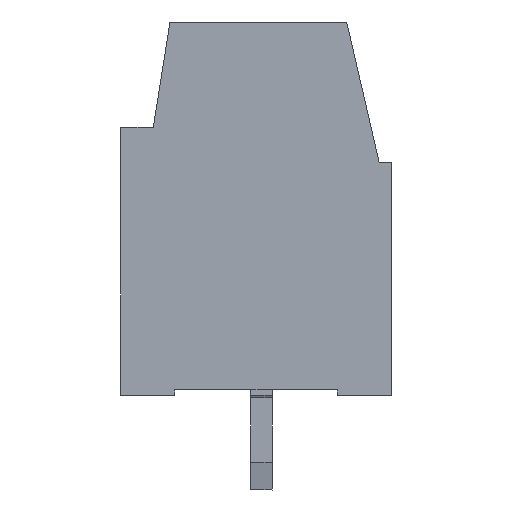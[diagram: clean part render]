
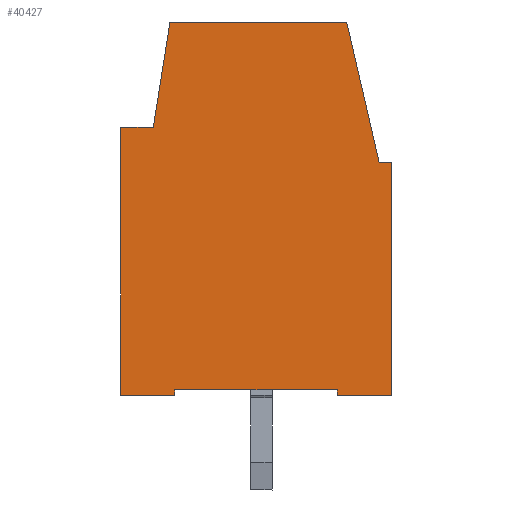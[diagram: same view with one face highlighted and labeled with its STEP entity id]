
A CAD part, left-side view. The second image highlights one B-rep face of the part: STEP entity #40427.
In plain terms, the highlighted planar face has unit normal (-1, 0, 0).
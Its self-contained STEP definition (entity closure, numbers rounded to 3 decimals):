
#40335=AXIS2_PLACEMENT_3D('Plane Axis2P3D',#40332,#40333,#40334) ;
#39943=CARTESIAN_POINT('Vertex',(0.,0.,12.101)) ;
#39946=CARTESIAN_POINT('Line Origine',(0.,0.,7.8)) ;
#39950=CARTESIAN_POINT('Vertex',(0.,0.,3.5)) ;
#40316=CARTESIAN_POINT('Vertex',(0.,0.445,12.1)) ;
#40319=CARTESIAN_POINT('Line Origine',(0.,0.223,12.1)) ;
#40332=CARTESIAN_POINT('Axis2P3D Location',(0.,3.449,14.)) ;
#40337=CARTESIAN_POINT('Line Origine',(0.,1.027,14.623)) ;
#40341=CARTESIAN_POINT('Vertex',(0.,1.609,17.145)) ;
#40344=CARTESIAN_POINT('Line Origine',(0.,1.627,17.223)) ;
#40348=CARTESIAN_POINT('Vertex',(0.,1.645,17.3)) ;
#40351=CARTESIAN_POINT('Line Origine',(0.,4.913,17.3)) ;
#40355=CARTESIAN_POINT('Vertex',(0.,8.181,17.301)) ;
#40358=CARTESIAN_POINT('Line Origine',(0.,8.49,15.351)) ;
#40362=CARTESIAN_POINT('Vertex',(0.,8.799,13.401)) ;
#40365=CARTESIAN_POINT('Line Origine',(0.,9.399,13.401)) ;
#40369=CARTESIAN_POINT('Vertex',(0.,9.999,13.401)) ;
#40372=CARTESIAN_POINT('Line Origine',(0.,10.,8.451)) ;
#40376=CARTESIAN_POINT('Vertex',(0.,10.,3.501)) ;
#40379=CARTESIAN_POINT('Line Origine',(0.,9.,3.501)) ;
#40383=CARTESIAN_POINT('Vertex',(0.,8.,3.501)) ;
#40386=CARTESIAN_POINT('Line Origine',(0.,8.,3.601)) ;
#40390=CARTESIAN_POINT('Vertex',(0.,8.,3.701)) ;
#40393=CARTESIAN_POINT('Line Origine',(0.,5.,3.7)) ;
#40397=CARTESIAN_POINT('Vertex',(0.,2.,3.7)) ;
#40400=CARTESIAN_POINT('Line Origine',(0.,2.,3.6)) ;
#40404=CARTESIAN_POINT('Vertex',(0.,2.,3.5)) ;
#40407=CARTESIAN_POINT('Line Origine',(0.,1.,3.5)) ;
#39947=DIRECTION('Vector Direction',(0.,0.,1.)) ;
#40320=DIRECTION('Vector Direction',(0.,-1.,0.001)) ;
#40333=DIRECTION('Axis2P3D Direction',(1.,0.,0.)) ;
#40334=DIRECTION('Axis2P3D XDirection',(0.,1.,0.)) ;
#40338=DIRECTION('Vector Direction',(0.,0.225,0.974)) ;
#40345=DIRECTION('Vector Direction',(0.,0.225,0.974)) ;
#40352=DIRECTION('Vector Direction',(0.,-1.,0.)) ;
#40359=DIRECTION('Vector Direction',(0.,0.157,-0.988)) ;
#40366=DIRECTION('Vector Direction',(0.,-1.,0.)) ;
#40373=DIRECTION('Vector Direction',(0.,0.,-1.)) ;
#40380=DIRECTION('Vector Direction',(0.,-1.,0.)) ;
#40387=DIRECTION('Vector Direction',(0.,0.,1.)) ;
#40394=DIRECTION('Vector Direction',(0.,-1.,0.)) ;
#40401=DIRECTION('Vector Direction',(0.,0.,-1.)) ;
#40408=DIRECTION('Vector Direction',(0.,-1.,0.)) ;
#39948=VECTOR('Line Direction',#39947,1.) ;
#40321=VECTOR('Line Direction',#40320,1.) ;
#40339=VECTOR('Line Direction',#40338,1.) ;
#40346=VECTOR('Line Direction',#40345,1.) ;
#40353=VECTOR('Line Direction',#40352,1.) ;
#40360=VECTOR('Line Direction',#40359,1.) ;
#40367=VECTOR('Line Direction',#40366,1.) ;
#40374=VECTOR('Line Direction',#40373,1.) ;
#40381=VECTOR('Line Direction',#40380,1.) ;
#40388=VECTOR('Line Direction',#40387,1.) ;
#40395=VECTOR('Line Direction',#40394,1.) ;
#40402=VECTOR('Line Direction',#40401,1.) ;
#40409=VECTOR('Line Direction',#40408,1.) ;
#40413=ORIENTED_EDGE('',*,*,#39952,.T.) ;
#40414=ORIENTED_EDGE('',*,*,#40323,.F.) ;
#40415=ORIENTED_EDGE('',*,*,#40343,.T.) ;
#40416=ORIENTED_EDGE('',*,*,#40350,.T.) ;
#40417=ORIENTED_EDGE('',*,*,#40357,.F.) ;
#40418=ORIENTED_EDGE('',*,*,#40364,.T.) ;
#40419=ORIENTED_EDGE('',*,*,#40371,.F.) ;
#40420=ORIENTED_EDGE('',*,*,#40378,.T.) ;
#40421=ORIENTED_EDGE('',*,*,#40385,.T.) ;
#40422=ORIENTED_EDGE('',*,*,#40392,.T.) ;
#40423=ORIENTED_EDGE('',*,*,#40399,.T.) ;
#40424=ORIENTED_EDGE('',*,*,#40406,.T.) ;
#40425=ORIENTED_EDGE('',*,*,#40411,.T.) ;
#40427=ADVANCED_FACE('COVER',(#40426),#40336,.F.) ;
#39952=EDGE_CURVE('',#39951,#39944,#39949,.T.) ;
#40323=EDGE_CURVE('',#40317,#39944,#40322,.T.) ;
#40343=EDGE_CURVE('',#40317,#40342,#40340,.T.) ;
#40350=EDGE_CURVE('',#40342,#40349,#40347,.T.) ;
#40357=EDGE_CURVE('',#40356,#40349,#40354,.T.) ;
#40364=EDGE_CURVE('',#40356,#40363,#40361,.T.) ;
#40371=EDGE_CURVE('',#40370,#40363,#40368,.T.) ;
#40378=EDGE_CURVE('',#40370,#40377,#40375,.T.) ;
#40385=EDGE_CURVE('',#40377,#40384,#40382,.T.) ;
#40392=EDGE_CURVE('',#40384,#40391,#40389,.T.) ;
#40399=EDGE_CURVE('',#40391,#40398,#40396,.T.) ;
#40406=EDGE_CURVE('',#40398,#40405,#40403,.T.) ;
#40411=EDGE_CURVE('',#40405,#39951,#40410,.T.) ;
#40412=EDGE_LOOP('',(#40413,#40414,#40415,#40416,#40417,#40418,#40419,#40420,#40421,#40422,#40423,#40424,#40425)) ;
#40426=FACE_OUTER_BOUND('',#40412,.T.) ;
#39949=LINE('Line',#39946,#39948) ;
#40322=LINE('Line',#40319,#40321) ;
#40340=LINE('Line',#40337,#40339) ;
#40347=LINE('Line',#40344,#40346) ;
#40354=LINE('Line',#40351,#40353) ;
#40361=LINE('Line',#40358,#40360) ;
#40368=LINE('Line',#40365,#40367) ;
#40375=LINE('Line',#40372,#40374) ;
#40382=LINE('Line',#40379,#40381) ;
#40389=LINE('Line',#40386,#40388) ;
#40396=LINE('Line',#40393,#40395) ;
#40403=LINE('Line',#40400,#40402) ;
#40410=LINE('Line',#40407,#40409) ;
#40336=PLANE('',#40335) ;
#39944=VERTEX_POINT('',#39943) ;
#39951=VERTEX_POINT('',#39950) ;
#40317=VERTEX_POINT('',#40316) ;
#40342=VERTEX_POINT('',#40341) ;
#40349=VERTEX_POINT('',#40348) ;
#40356=VERTEX_POINT('',#40355) ;
#40363=VERTEX_POINT('',#40362) ;
#40370=VERTEX_POINT('',#40369) ;
#40377=VERTEX_POINT('',#40376) ;
#40384=VERTEX_POINT('',#40383) ;
#40391=VERTEX_POINT('',#40390) ;
#40398=VERTEX_POINT('',#40397) ;
#40405=VERTEX_POINT('',#40404) ;
